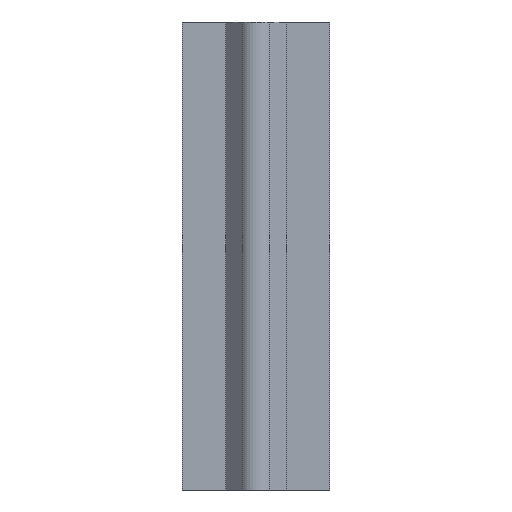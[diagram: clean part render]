
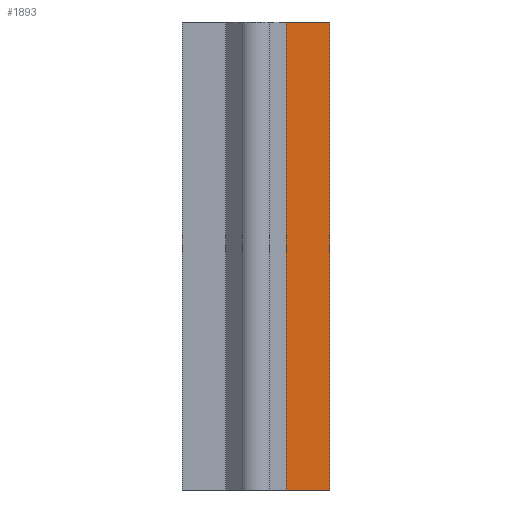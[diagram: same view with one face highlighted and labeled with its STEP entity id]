
A CAD part, front view. The second image highlights one B-rep face of the part: STEP entity #1893.
In plain terms, the highlighted planar face has unit normal (0, -1, 0).
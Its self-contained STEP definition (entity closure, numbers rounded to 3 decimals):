
#54=PLANE('',#2100);
#217=LINE('',#3193,#399);
#219=LINE('',#3197,#401);
#220=LINE('',#3199,#402);
#221=LINE('',#3201,#403);
#399=VECTOR('',#2630,1000.);
#401=VECTOR('',#2634,1000.);
#402=VECTOR('',#2635,1000.);
#403=VECTOR('',#2636,1000.);
#762=ORIENTED_EDGE('',*,*,#1245,.F.);
#763=ORIENTED_EDGE('',*,*,#1246,.F.);
#764=ORIENTED_EDGE('',*,*,#1247,.T.);
#765=ORIENTED_EDGE('',*,*,#1243,.T.);
#1243=EDGE_CURVE('',#1445,#1444,#217,.T.);
#1245=EDGE_CURVE('',#1446,#1444,#219,.T.);
#1246=EDGE_CURVE('',#1447,#1446,#220,.T.);
#1247=EDGE_CURVE('',#1447,#1445,#221,.T.);
#1444=VERTEX_POINT('',#3192);
#1445=VERTEX_POINT('',#3194);
#1446=VERTEX_POINT('',#3198);
#1447=VERTEX_POINT('',#3200);
#1647=EDGE_LOOP('',(#762,#763,#764,#765));
#1745=FACE_BOUND('',#1647,.T.);
#1893=ADVANCED_FACE('',(#1745),#54,.T.);
#2100=AXIS2_PLACEMENT_3D('',#3196,#2632,#2633);
#2630=DIRECTION('',(0.,0.,1.));
#2632=DIRECTION('',(0.,-1.,0.));
#2633=DIRECTION('',(0.,0.,-1.));
#2634=DIRECTION('',(1.,0.,0.));
#2635=DIRECTION('',(0.,0.,1.));
#2636=DIRECTION('',(1.,0.,0.));
#3192=CARTESIAN_POINT('',(15.75,-4.,0.));
#3193=CARTESIAN_POINT('',(15.75,-4.,-100.));
#3194=CARTESIAN_POINT('',(15.75,-4.,-100.));
#3196=CARTESIAN_POINT('',(4.5,-4.,-100.));
#3197=CARTESIAN_POINT('',(4.5,-4.,0.));
#3198=CARTESIAN_POINT('',(4.5,-4.,0.));
#3199=CARTESIAN_POINT('',(4.5,-4.,-100.));
#3200=CARTESIAN_POINT('',(4.5,-4.,-100.));
#3201=CARTESIAN_POINT('',(4.5,-4.,-100.));
